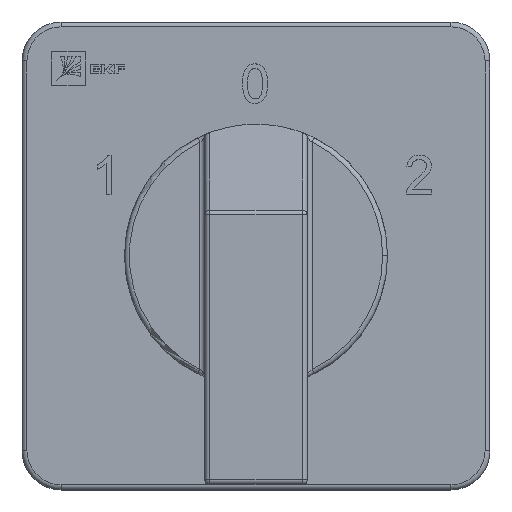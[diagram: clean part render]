
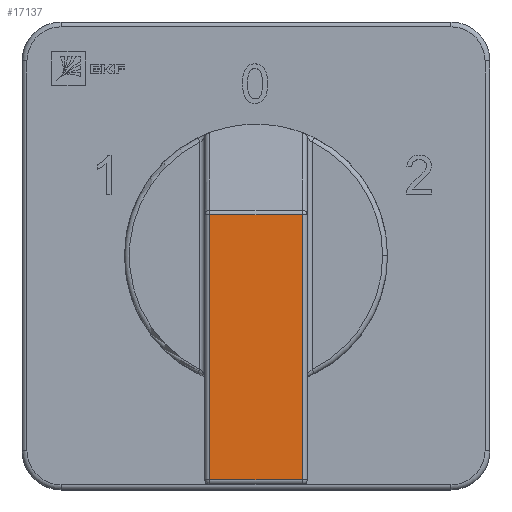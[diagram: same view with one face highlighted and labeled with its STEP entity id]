
A CAD part, top view. The second image highlights one B-rep face of the part: STEP entity #17137.
In plain terms, the highlighted planar face has unit normal (0, 0, 1).
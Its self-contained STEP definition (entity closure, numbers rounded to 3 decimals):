
#233 = EDGE_CURVE ( 'NONE', #15960, #10519, #11888, .T. ) ;
#389 = DIRECTION ( 'NONE',  ( 1., 0., 0. ) ) ;
#1048 = PLANE ( 'NONE',  #11726 ) ;
#1132 = VERTEX_POINT ( 'NONE', #7452 ) ;
#1186 = CARTESIAN_POINT ( 'NONE',  ( 5.25, 4.203, 23.5 ) ) ;
#1220 = CARTESIAN_POINT ( 'NONE',  ( 5.25, 4.5, 23.5 ) ) ;
#2668 = FACE_OUTER_BOUND ( 'NONE', #21211, .T. ) ;
#3001 = DIRECTION ( 'NONE',  ( 0., 0., -1. ) ) ;
#3707 = DIRECTION ( 'NONE',  ( 0., 1., 0. ) ) ;
#4972 = ORIENTED_EDGE ( 'NONE', *, *, #24834, .T. ) ;
#7452 = CARTESIAN_POINT ( 'NONE',  ( -4.75, -23., 23.5 ) ) ;
#8321 = CARTESIAN_POINT ( 'NONE',  ( 4.75, 4.203, 23.5 ) ) ;
#9711 = VECTOR ( 'NONE', #389, 1000. ) ;
#9853 = DIRECTION ( 'NONE',  ( 0., 1., 0. ) ) ;
#10519 = VERTEX_POINT ( 'NONE', #18931 ) ;
#11112 = EDGE_CURVE ( 'NONE', #13933, #15960, #15130, .T. ) ;
#11726 = AXIS2_PLACEMENT_3D ( 'NONE', #1220, #3001, #9853 ) ;
#11888 = LINE ( 'NONE', #1186, #22877 ) ;
#12921 = ORIENTED_EDGE ( 'NONE', *, *, #233, .T. ) ;
#13361 = DIRECTION ( 'NONE',  ( 0., -1., 0. ) ) ;
#13869 = VECTOR ( 'NONE', #13361, 1000. ) ;
#13933 = VERTEX_POINT ( 'NONE', #16753 ) ;
#13996 = CARTESIAN_POINT ( 'NONE',  ( 5.25, -23., 23.5 ) ) ;
#14964 = EDGE_CURVE ( 'NONE', #1132, #13933, #15526, .T. ) ;
#15130 = LINE ( 'NONE', #19572, #24535 ) ;
#15354 = CARTESIAN_POINT ( 'NONE',  ( -4.75, -23.5, 23.5 ) ) ;
#15526 = LINE ( 'NONE', #13996, #9711 ) ;
#15816 = ORIENTED_EDGE ( 'NONE', *, *, #11112, .T. ) ;
#15960 = VERTEX_POINT ( 'NONE', #8321 ) ;
#16753 = CARTESIAN_POINT ( 'NONE',  ( 4.75, -23., 23.5 ) ) ;
#17114 = ORIENTED_EDGE ( 'NONE', *, *, #14964, .T. ) ;
#17137 = ADVANCED_FACE ( 'NONE', ( #2668 ), #1048, .F. ) ;
#18437 = LINE ( 'NONE', #15354, #13869 ) ;
#18931 = CARTESIAN_POINT ( 'NONE',  ( -4.75, 4.203, 23.5 ) ) ;
#19572 = CARTESIAN_POINT ( 'NONE',  ( 4.75, 4.5, 23.5 ) ) ;
#20466 = DIRECTION ( 'NONE',  ( -1., 0., 0. ) ) ;
#21211 = EDGE_LOOP ( 'NONE', ( #15816, #12921, #4972, #17114 ) ) ;
#22877 = VECTOR ( 'NONE', #20466, 1000. ) ;
#24535 = VECTOR ( 'NONE', #3707, 1000. ) ;
#24834 = EDGE_CURVE ( 'NONE', #10519, #1132, #18437, .T. ) ;
